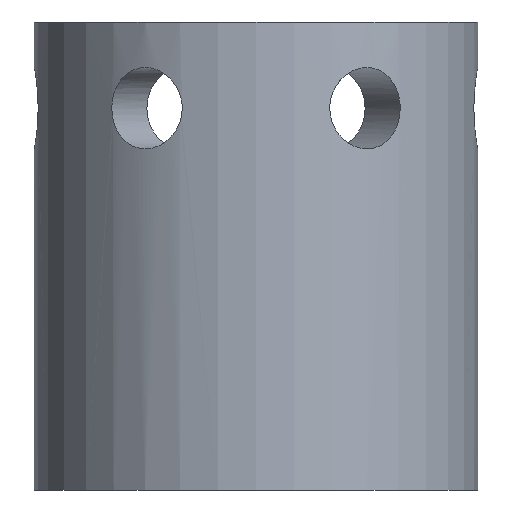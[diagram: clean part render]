
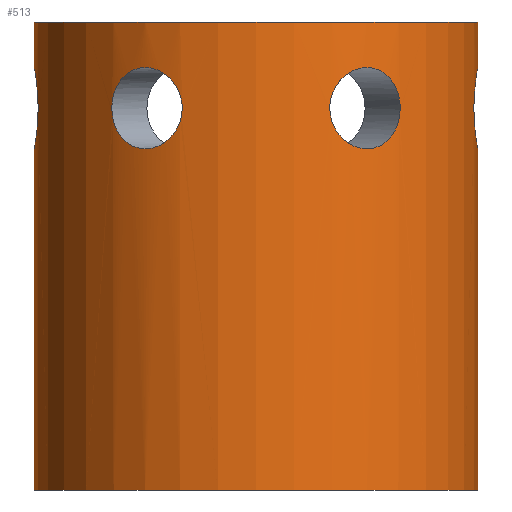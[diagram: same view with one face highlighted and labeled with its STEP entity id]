
A CAD part, left-side view. The second image highlights one B-rep face of the part: STEP entity #513.
In plain terms, the highlighted cylindrical face has radius 9 mm (diameter 18 mm), a full revolution.
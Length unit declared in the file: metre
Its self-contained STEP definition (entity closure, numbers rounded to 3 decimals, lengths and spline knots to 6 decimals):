
#121=B_SPLINE_CURVE_WITH_KNOTS('',3,(#733,#734,#735,#736,#737,#738,#739,
#740,#741,#742,#743),.UNSPECIFIED.,.T.,.F.,(1,1,1,1,1,1,1,1,1,1,1,1,1,1,
1),(-0.003877,-0.002584,-0.001292,0.,0.001292,
0.002584,0.003877,0.005169,0.006461,
0.007753,0.009046,0.010338,0.01163,
0.012922,0.014215),.UNSPECIFIED.);
#122=B_SPLINE_CURVE_WITH_KNOTS('',3,(#748,#749,#750,#751,#752,#753,#754,
#755,#756,#757,#758),.UNSPECIFIED.,.T.,.F.,(1,1,1,1,1,1,1,1,1,1,1,1,1,1,
1),(-0.003877,-0.002584,-0.001292,0.,0.001292,
0.002584,0.003877,0.005169,0.006461,
0.007753,0.009046,0.010338,0.01163,
0.012922,0.014215),.UNSPECIFIED.);
#123=B_SPLINE_CURVE_WITH_KNOTS('',3,(#763,#764,#765,#766,#767,#768,#769,
#770,#771,#772,#773),.UNSPECIFIED.,.T.,.F.,(1,1,1,1,1,1,1,1,1,1,1,1,1,1,
1),(-0.003877,-0.002584,-0.001292,0.,
0.001292,0.002584,0.003877,0.005169,
0.006461,0.007753,0.009046,0.010338,
0.01163,0.012922,0.014215),.UNSPECIFIED.);
#124=B_SPLINE_CURVE_WITH_KNOTS('',3,(#778,#779,#780,#781,#782,#783,#784,
#785,#786,#787,#788),.UNSPECIFIED.,.T.,.F.,(1,1,1,1,1,1,1,1,1,1,1,1,1,1,
1),(-0.003877,-0.002584,-0.001292,0.,0.001292,
0.002584,0.003877,0.005169,0.006461,
0.007753,0.009046,0.010338,0.01163,
0.012922,0.014215),.UNSPECIFIED.);
#125=B_SPLINE_CURVE_WITH_KNOTS('',3,(#793,#794,#795,#796,#797,#798,#799,
#800,#801,#802,#803),.UNSPECIFIED.,.T.,.F.,(1,1,1,1,1,1,1,1,1,1,1,1,1,1,
1),(-0.003877,-0.002584,-0.001292,0.,0.001292,
0.002584,0.003877,0.005169,0.006461,
0.007753,0.009046,0.010338,0.01163,
0.012922,0.014215),.UNSPECIFIED.);
#126=B_SPLINE_CURVE_WITH_KNOTS('',3,(#810,#811,#812,#813,#814,#815,#816,
#817,#818,#819,#820),.UNSPECIFIED.,.T.,.F.,(1,1,1,1,1,1,1,1,1,1,1,1,1,1,
1),(-0.003877,-0.002584,-0.001292,0.,
0.001292,0.002584,0.003877,0.005169,
0.006461,0.007753,0.009046,0.010338,
0.01163,0.012922,0.014215),.UNSPECIFIED.);
#137=ORIENTED_EDGE('',*,*,#264,.F.);
#138=ORIENTED_EDGE('',*,*,#266,.F.);
#139=ORIENTED_EDGE('',*,*,#268,.F.);
#140=ORIENTED_EDGE('',*,*,#270,.F.);
#141=ORIENTED_EDGE('',*,*,#272,.F.);
#142=ORIENTED_EDGE('',*,*,#273,.F.);
#143=ORIENTED_EDGE('',*,*,#274,.T.);
#144=ORIENTED_EDGE('',*,*,#275,.F.);
#264=EDGE_CURVE('',#332,#332,#121,.T.);
#266=EDGE_CURVE('',#334,#334,#122,.T.);
#268=EDGE_CURVE('',#336,#336,#123,.T.);
#270=EDGE_CURVE('',#338,#338,#124,.T.);
#272=EDGE_CURVE('',#340,#340,#125,.T.);
#273=EDGE_CURVE('',#341,#341,#386,.T.);
#274=EDGE_CURVE('',#342,#342,#387,.T.);
#275=EDGE_CURVE('',#343,#343,#126,.T.);
#332=VERTEX_POINT('',#744);
#334=VERTEX_POINT('',#759);
#336=VERTEX_POINT('',#774);
#338=VERTEX_POINT('',#789);
#340=VERTEX_POINT('',#804);
#341=VERTEX_POINT('',#807);
#342=VERTEX_POINT('',#809);
#343=VERTEX_POINT('',#821);
#386=CIRCLE('',#560,0.009);
#387=CIRCLE('',#561,0.009);
#407=EDGE_LOOP('',(#137));
#408=EDGE_LOOP('',(#138));
#409=EDGE_LOOP('',(#139));
#410=EDGE_LOOP('',(#140));
#411=EDGE_LOOP('',(#141));
#412=EDGE_LOOP('',(#142));
#413=EDGE_LOOP('',(#143));
#414=EDGE_LOOP('',(#144));
#457=FACE_BOUND('',#407,.T.);
#458=FACE_BOUND('',#408,.T.);
#459=FACE_BOUND('',#409,.T.);
#460=FACE_BOUND('',#410,.T.);
#461=FACE_BOUND('',#411,.T.);
#462=FACE_BOUND('',#412,.T.);
#463=FACE_BOUND('',#413,.T.);
#464=FACE_BOUND('',#414,.T.);
#502=CYLINDRICAL_SURFACE('',#559,0.009);
#513=ADVANCED_FACE('',(#457,#458,#459,#460,#461,#462,#463,#464),#502,.T.);
#559=AXIS2_PLACEMENT_3D('',#805,#615,#616);
#560=AXIS2_PLACEMENT_3D('',#806,#617,#618);
#561=AXIS2_PLACEMENT_3D('',#808,#619,#620);
#615=DIRECTION('',(0.,0.,-1.));
#616=DIRECTION('',(-1.,0.,0.));
#617=DIRECTION('',(0.,0.,1.));
#618=DIRECTION('',(1.,0.,0.));
#619=DIRECTION('',(0.,0.,1.));
#620=DIRECTION('',(1.,0.,0.));
#733=CARTESIAN_POINT('',(0.007081,0.005583,0.004792));
#734=CARTESIAN_POINT('',(0.007827,0.004519,0.005329));
#735=CARTESIAN_POINT('',(0.008375,0.003342,0.004792));
#736=CARTESIAN_POINT('',(0.008543,0.002821,0.003502));
#737=CARTESIAN_POINT('',(0.008375,0.003342,0.002207));
#738=CARTESIAN_POINT('',(0.007827,0.004518,0.001672));
#739=CARTESIAN_POINT('',(0.007083,0.005581,0.002206));
#740=CARTESIAN_POINT('',(0.006715,0.005988,0.003499));
#741=CARTESIAN_POINT('',(0.007081,0.005583,0.004792));
#742=CARTESIAN_POINT('',(0.007827,0.004519,0.005329));
#743=CARTESIAN_POINT('',(0.008375,0.003342,0.004792));
#744=CARTESIAN_POINT('',(0.007794,0.0045,0.00515));
#748=CARTESIAN_POINT('',(0.008376,-0.003341,0.004792));
#749=CARTESIAN_POINT('',(0.007827,-0.004519,0.005329));
#750=CARTESIAN_POINT('',(0.007082,-0.005582,0.004792));
#751=CARTESIAN_POINT('',(0.006715,-0.005988,0.003502));
#752=CARTESIAN_POINT('',(0.007082,-0.005582,0.002207));
#753=CARTESIAN_POINT('',(0.007827,-0.004519,0.001672));
#754=CARTESIAN_POINT('',(0.008375,-0.003344,0.002206));
#755=CARTESIAN_POINT('',(0.008543,-0.002821,0.003499));
#756=CARTESIAN_POINT('',(0.008376,-0.003341,0.004792));
#757=CARTESIAN_POINT('',(0.007827,-0.004519,0.005329));
#758=CARTESIAN_POINT('',(0.007082,-0.005582,0.004792));
#759=CARTESIAN_POINT('',(0.007794,-0.0045,0.00515));
#763=CARTESIAN_POINT('',(0.001294,-0.008924,0.004792));
#764=CARTESIAN_POINT('',(0.,-0.009038,0.005329));
#765=CARTESIAN_POINT('',(-0.001293,-0.008924,0.004792));
#766=CARTESIAN_POINT('',(-0.001828,-0.008809,0.003502));
#767=CARTESIAN_POINT('',(-0.001293,-0.008924,0.002207));
#768=CARTESIAN_POINT('',(-0.000001,-0.009038,0.001672));
#769=CARTESIAN_POINT('',(0.001292,-0.008925,0.002206));
#770=CARTESIAN_POINT('',(0.001829,-0.008809,0.003499));
#771=CARTESIAN_POINT('',(0.001294,-0.008924,0.004792));
#772=CARTESIAN_POINT('',(0.,-0.009038,0.005329));
#773=CARTESIAN_POINT('',(-0.001293,-0.008924,0.004792));
#774=CARTESIAN_POINT('',(0.,-0.009,0.00515));
#778=CARTESIAN_POINT('',(-0.007081,-0.005583,0.004792));
#779=CARTESIAN_POINT('',(-0.007827,-0.004519,0.005329));
#780=CARTESIAN_POINT('',(-0.008375,-0.003342,0.004792));
#781=CARTESIAN_POINT('',(-0.008543,-0.002821,0.003502));
#782=CARTESIAN_POINT('',(-0.008375,-0.003342,0.002207));
#783=CARTESIAN_POINT('',(-0.007827,-0.004518,0.001672));
#784=CARTESIAN_POINT('',(-0.007083,-0.005581,0.002206));
#785=CARTESIAN_POINT('',(-0.006715,-0.005988,0.003499));
#786=CARTESIAN_POINT('',(-0.007081,-0.005583,0.004792));
#787=CARTESIAN_POINT('',(-0.007827,-0.004519,0.005329));
#788=CARTESIAN_POINT('',(-0.008375,-0.003342,0.004792));
#789=CARTESIAN_POINT('',(-0.007794,-0.0045,0.00515));
#793=CARTESIAN_POINT('',(-0.008376,0.003341,0.004792));
#794=CARTESIAN_POINT('',(-0.007827,0.004519,0.005329));
#795=CARTESIAN_POINT('',(-0.007082,0.005582,0.004792));
#796=CARTESIAN_POINT('',(-0.006715,0.005988,0.003502));
#797=CARTESIAN_POINT('',(-0.007082,0.005582,0.002207));
#798=CARTESIAN_POINT('',(-0.007827,0.004519,0.001672));
#799=CARTESIAN_POINT('',(-0.008375,0.003344,0.002206));
#800=CARTESIAN_POINT('',(-0.008543,0.002821,0.003499));
#801=CARTESIAN_POINT('',(-0.008376,0.003341,0.004792));
#802=CARTESIAN_POINT('',(-0.007827,0.004519,0.005329));
#803=CARTESIAN_POINT('',(-0.007082,0.005582,0.004792));
#804=CARTESIAN_POINT('',(-0.007794,0.0045,0.00515));
#805=CARTESIAN_POINT('',(0.,0.,0.007));
#806=CARTESIAN_POINT('',(0.,0.,0.007));
#807=CARTESIAN_POINT('',(0.009,0.,0.007));
#808=CARTESIAN_POINT('',(0.,0.,-0.012));
#809=CARTESIAN_POINT('',(0.009,0.,-0.012));
#810=CARTESIAN_POINT('',(-0.001294,0.008924,0.004792));
#811=CARTESIAN_POINT('',(0.,0.009038,0.005329));
#812=CARTESIAN_POINT('',(0.001293,0.008924,0.004792));
#813=CARTESIAN_POINT('',(0.001828,0.008809,0.003502));
#814=CARTESIAN_POINT('',(0.001293,0.008924,0.002207));
#815=CARTESIAN_POINT('',(0.000001,0.009038,0.001672));
#816=CARTESIAN_POINT('',(-0.001292,0.008925,0.002206));
#817=CARTESIAN_POINT('',(-0.001829,0.008809,0.003499));
#818=CARTESIAN_POINT('',(-0.001294,0.008924,0.004792));
#819=CARTESIAN_POINT('',(0.,0.009038,0.005329));
#820=CARTESIAN_POINT('',(0.001293,0.008924,0.004792));
#821=CARTESIAN_POINT('',(0.,0.009,0.00515));
